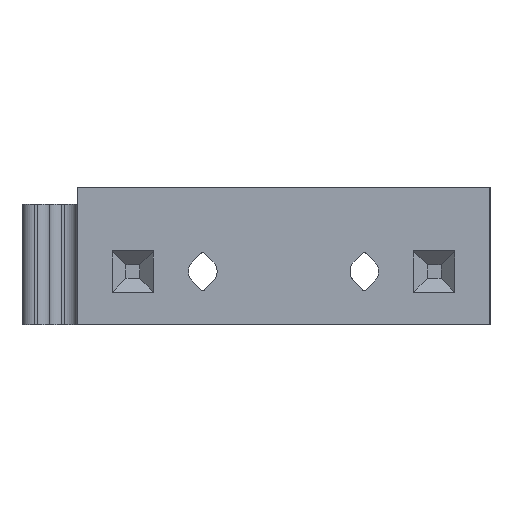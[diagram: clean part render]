
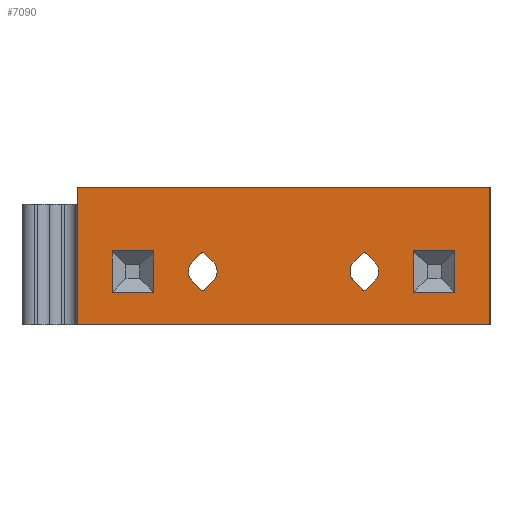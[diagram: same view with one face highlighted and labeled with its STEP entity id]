
A CAD part, left-side view. The second image highlights one B-rep face of the part: STEP entity #7090.
In plain terms, the highlighted planar face has unit normal (-1, 0, 0).
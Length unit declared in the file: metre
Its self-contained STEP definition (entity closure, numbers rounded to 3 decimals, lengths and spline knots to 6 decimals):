
#166=CIRCLE('',#7606,0.002075);
#171=CIRCLE('',#7627,0.002075);
#174=CIRCLE('',#7631,0.0004);
#175=CIRCLE('',#7632,0.002075);
#176=CIRCLE('',#7633,0.0004);
#177=CIRCLE('',#7634,0.002075);
#178=CIRCLE('',#7635,0.0004);
#179=CIRCLE('',#7636,0.0004);
#384=PLANE('',#7630);
#650=LINE('',#10265,#1407);
#796=LINE('',#10690,#1553);
#970=LINE('',#11420,#1727);
#971=LINE('',#11423,#1728);
#972=LINE('',#11425,#1729);
#973=LINE('',#11427,#1730);
#974=LINE('',#11428,#1731);
#975=LINE('',#11431,#1732);
#976=LINE('',#11433,#1733);
#977=LINE('',#11435,#1734);
#978=LINE('',#11436,#1735);
#979=LINE('',#11437,#1736);
#980=LINE('',#11438,#1737);
#981=LINE('',#11440,#1738);
#982=LINE('',#11444,#1739);
#983=LINE('',#11448,#1740);
#984=LINE('',#11451,#1741);
#985=LINE('',#11456,#1742);
#986=LINE('',#11460,#1743);
#987=LINE('',#11461,#1744);
#1407=VECTOR('',#8094,1.);
#1553=VECTOR('',#8370,1.);
#1727=VECTOR('',#8850,1.);
#1728=VECTOR('',#8851,1.);
#1729=VECTOR('',#8852,1.);
#1730=VECTOR('',#8853,1.);
#1731=VECTOR('',#8854,1.);
#1732=VECTOR('',#8855,1.);
#1733=VECTOR('',#8856,1.);
#1734=VECTOR('',#8857,1.);
#1735=VECTOR('',#8858,1.);
#1736=VECTOR('',#8859,1.);
#1737=VECTOR('',#8860,1.);
#1738=VECTOR('',#8861,1.);
#1739=VECTOR('',#8864,1.);
#1740=VECTOR('',#8867,1.);
#1741=VECTOR('',#8870,1.);
#1742=VECTOR('',#8873,1.);
#1743=VECTOR('',#8876,1.);
#1744=VECTOR('',#8877,1.);
#2946=ORIENTED_EDGE('',*,*,#4880,.F.);
#2947=ORIENTED_EDGE('',*,*,#4881,.F.);
#2948=ORIENTED_EDGE('',*,*,#4882,.T.);
#2949=ORIENTED_EDGE('',*,*,#4883,.T.);
#2950=ORIENTED_EDGE('',*,*,#4884,.F.);
#2951=ORIENTED_EDGE('',*,*,#4885,.F.);
#2952=ORIENTED_EDGE('',*,*,#4886,.T.);
#2953=ORIENTED_EDGE('',*,*,#4887,.T.);
#2954=ORIENTED_EDGE('',*,*,#4888,.T.);
#2955=ORIENTED_EDGE('',*,*,#4560,.F.);
#2956=ORIENTED_EDGE('',*,*,#4889,.T.);
#2957=ORIENTED_EDGE('',*,*,#4370,.T.);
#2958=ORIENTED_EDGE('',*,*,#4890,.F.);
#2959=ORIENTED_EDGE('',*,*,#4875,.F.);
#2960=ORIENTED_EDGE('',*,*,#4891,.F.);
#2961=ORIENTED_EDGE('',*,*,#4892,.F.);
#2962=ORIENTED_EDGE('',*,*,#4893,.T.);
#2963=ORIENTED_EDGE('',*,*,#4894,.F.);
#2964=ORIENTED_EDGE('',*,*,#4895,.T.);
#2965=ORIENTED_EDGE('',*,*,#4896,.F.);
#2966=ORIENTED_EDGE('',*,*,#4897,.F.);
#2967=ORIENTED_EDGE('',*,*,#4898,.F.);
#2968=ORIENTED_EDGE('',*,*,#4899,.F.);
#2969=ORIENTED_EDGE('',*,*,#4900,.F.);
#2970=ORIENTED_EDGE('',*,*,#4901,.T.);
#2971=ORIENTED_EDGE('',*,*,#4835,.F.);
#2972=ORIENTED_EDGE('',*,*,#4902,.T.);
#2973=ORIENTED_EDGE('',*,*,#4903,.F.);
#4370=EDGE_CURVE('',#5402,#5401,#650,.F.);
#4560=EDGE_CURVE('',#5567,#5568,#796,.F.);
#4835=EDGE_CURVE('',#5786,#5787,#166,.T.);
#4875=EDGE_CURVE('',#5826,#5807,#171,.T.);
#4880=EDGE_CURVE('',#5831,#5832,#970,.T.);
#4881=EDGE_CURVE('',#5833,#5831,#971,.T.);
#4882=EDGE_CURVE('',#5833,#5834,#972,.T.);
#4883=EDGE_CURVE('',#5834,#5832,#973,.T.);
#4884=EDGE_CURVE('',#5835,#5836,#974,.T.);
#4885=EDGE_CURVE('',#5837,#5835,#975,.T.);
#4886=EDGE_CURVE('',#5837,#5838,#976,.T.);
#4887=EDGE_CURVE('',#5838,#5836,#977,.T.);
#4888=EDGE_CURVE('',#5401,#5568,#978,.T.);
#4889=EDGE_CURVE('',#5567,#5402,#979,.T.);
#4890=EDGE_CURVE('',#5807,#5839,#980,.T.);
#4891=EDGE_CURVE('',#5840,#5826,#981,.T.);
#4892=EDGE_CURVE('',#5841,#5840,#174,.T.);
#4893=EDGE_CURVE('',#5841,#5842,#982,.T.);
#4894=EDGE_CURVE('',#5843,#5842,#175,.T.);
#4895=EDGE_CURVE('',#5843,#5844,#983,.T.);
#4896=EDGE_CURVE('',#5839,#5844,#176,.T.);
#4897=EDGE_CURVE('',#5845,#5846,#984,.T.);
#4898=EDGE_CURVE('',#5847,#5845,#177,.T.);
#4899=EDGE_CURVE('',#5848,#5847,#985,.T.);
#4900=EDGE_CURVE('',#5849,#5848,#178,.T.);
#4901=EDGE_CURVE('',#5849,#5787,#986,.T.);
#4902=EDGE_CURVE('',#5786,#5850,#987,.T.);
#4903=EDGE_CURVE('',#5846,#5850,#179,.T.);
#5401=VERTEX_POINT('',#10264);
#5402=VERTEX_POINT('',#10266);
#5567=VERTEX_POINT('',#10689);
#5568=VERTEX_POINT('',#10691);
#5786=VERTEX_POINT('',#11300);
#5787=VERTEX_POINT('',#11302);
#5807=VERTEX_POINT('',#11356);
#5826=VERTEX_POINT('',#11409);
#5831=VERTEX_POINT('',#11421);
#5832=VERTEX_POINT('',#11422);
#5833=VERTEX_POINT('',#11424);
#5834=VERTEX_POINT('',#11426);
#5835=VERTEX_POINT('',#11429);
#5836=VERTEX_POINT('',#11430);
#5837=VERTEX_POINT('',#11432);
#5838=VERTEX_POINT('',#11434);
#5839=VERTEX_POINT('',#11439);
#5840=VERTEX_POINT('',#11441);
#5841=VERTEX_POINT('',#11443);
#5842=VERTEX_POINT('',#11445);
#5843=VERTEX_POINT('',#11447);
#5844=VERTEX_POINT('',#11449);
#5845=VERTEX_POINT('',#11452);
#5846=VERTEX_POINT('',#11453);
#5847=VERTEX_POINT('',#11455);
#5848=VERTEX_POINT('',#11457);
#5849=VERTEX_POINT('',#11459);
#5850=VERTEX_POINT('',#11462);
#6265=EDGE_LOOP('',(#2946,#2947,#2948,#2949));
#6266=EDGE_LOOP('',(#2950,#2951,#2952,#2953));
#6267=EDGE_LOOP('',(#2954,#2955,#2956,#2957));
#6268=EDGE_LOOP('',(#2958,#2959,#2960,#2961,#2962,#2963,#2964,#2965));
#6269=EDGE_LOOP('',(#2966,#2967,#2968,#2969,#2970,#2971,#2972,#2973));
#6668=FACE_BOUND('',#6265,.T.);
#6669=FACE_BOUND('',#6266,.T.);
#6670=FACE_BOUND('',#6267,.T.);
#6671=FACE_BOUND('',#6268,.T.);
#6672=FACE_BOUND('',#6269,.T.);
#7090=ADVANCED_FACE('',(#6668,#6669,#6670,#6671,#6672),#384,.T.);
#7606=AXIS2_PLACEMENT_3D('',#11301,#8785,#8786);
#7627=AXIS2_PLACEMENT_3D('',#11410,#8840,#8841);
#7630=AXIS2_PLACEMENT_3D('',#11419,#8848,#8849);
#7631=AXIS2_PLACEMENT_3D('',#11442,#8862,#8863);
#7632=AXIS2_PLACEMENT_3D('',#11446,#8865,#8866);
#7633=AXIS2_PLACEMENT_3D('',#11450,#8868,#8869);
#7634=AXIS2_PLACEMENT_3D('',#11454,#8871,#8872);
#7635=AXIS2_PLACEMENT_3D('',#11458,#8874,#8875);
#7636=AXIS2_PLACEMENT_3D('',#11463,#8878,#8879);
#8094=DIRECTION('',(0.,-1.,0.));
#8370=DIRECTION('',(0.,-1.,0.));
#8785=DIRECTION('',(-1.,0.,0.));
#8786=DIRECTION('',(0.,-1.,0.));
#8840=DIRECTION('',(-1.,0.,0.));
#8841=DIRECTION('',(0.,-1.,0.));
#8848=DIRECTION('',(-1.,0.,0.));
#8849=DIRECTION('',(0.,-1.,0.));
#8850=DIRECTION('',(0.,0.,1.));
#8851=DIRECTION('',(0.,-1.,0.));
#8852=DIRECTION('',(0.,0.,1.));
#8853=DIRECTION('',(0.,-1.,0.));
#8854=DIRECTION('',(0.,1.,0.));
#8855=DIRECTION('',(0.,0.,1.));
#8856=DIRECTION('',(0.,1.,0.));
#8857=DIRECTION('',(0.,0.,1.));
#8858=DIRECTION('',(0.,0.,-1.));
#8859=DIRECTION('',(0.,0.,1.));
#8860=DIRECTION('',(0.,-0.707,-0.707));
#8861=DIRECTION('',(0.,0.707,-0.707));
#8862=DIRECTION('',(-1.,0.,0.));
#8863=DIRECTION('',(0.,-1.,0.));
#8864=DIRECTION('',(0.,-0.707,-0.707));
#8865=DIRECTION('',(-1.,0.,0.));
#8866=DIRECTION('',(0.,-1.,0.));
#8867=DIRECTION('',(0.,0.707,-0.707));
#8868=DIRECTION('',(-1.,0.,0.));
#8869=DIRECTION('',(0.,-1.,0.));
#8870=DIRECTION('',(0.,-0.707,-0.707));
#8871=DIRECTION('',(-1.,0.,0.));
#8872=DIRECTION('',(0.,-1.,0.));
#8873=DIRECTION('',(0.,0.707,-0.707));
#8874=DIRECTION('',(-1.,0.,0.));
#8875=DIRECTION('',(0.,-1.,0.));
#8876=DIRECTION('',(0.,-0.707,-0.707));
#8877=DIRECTION('',(0.,0.707,-0.707));
#8878=DIRECTION('',(-1.,0.,0.));
#8879=DIRECTION('',(0.,-1.,0.));
#10264=CARTESIAN_POINT('',(1.230025,0.57,0.38));
#10265=CARTESIAN_POINT('',(1.230025,0.762111,0.38));
#10266=CARTESIAN_POINT('',(1.230025,0.51,0.38));
#10689=CARTESIAN_POINT('',(1.230025,0.51,0.36));
#10690=CARTESIAN_POINT('',(1.230025,0.462111,0.36));
#10691=CARTESIAN_POINT('',(1.230025,0.57,0.36));
#11300=CARTESIAN_POINT('',(1.230025,0.550266,0.366266));
#11301=CARTESIAN_POINT('',(1.230025,0.551733,0.367733));
#11302=CARTESIAN_POINT('',(1.230025,0.550266,0.369201));
#11356=CARTESIAN_POINT('',(1.230025,0.529734,0.366266));
#11409=CARTESIAN_POINT('',(1.230025,0.529734,0.369201));
#11410=CARTESIAN_POINT('',(1.230025,0.528267,0.367733));
#11419=CARTESIAN_POINT('',(1.230025,0.762111,0.38));
#11420=CARTESIAN_POINT('',(1.230025,0.515096,0.369233));
#11421=CARTESIAN_POINT('',(1.230025,0.515096,0.364733));
#11422=CARTESIAN_POINT('',(1.230025,0.515096,0.370733));
#11423=CARTESIAN_POINT('',(1.230025,0.518096,0.364733));
#11424=CARTESIAN_POINT('',(1.230025,0.521096,0.364733));
#11425=CARTESIAN_POINT('',(1.230025,0.521096,0.367733));
#11426=CARTESIAN_POINT('',(1.230025,0.521096,0.370733));
#11427=CARTESIAN_POINT('',(1.230025,0.518096,0.370733));
#11428=CARTESIAN_POINT('',(1.230025,0.561904,0.370733));
#11429=CARTESIAN_POINT('',(1.230025,0.558904,0.370733));
#11430=CARTESIAN_POINT('',(1.230025,0.564904,0.370733));
#11431=CARTESIAN_POINT('',(1.230025,0.558904,0.367733));
#11432=CARTESIAN_POINT('',(1.230025,0.558904,0.364733));
#11433=CARTESIAN_POINT('',(1.230025,0.561904,0.364733));
#11434=CARTESIAN_POINT('',(1.230025,0.564904,0.364733));
#11435=CARTESIAN_POINT('',(1.230025,0.564904,0.367733));
#11436=CARTESIAN_POINT('',(1.230025,0.57,0.38));
#11437=CARTESIAN_POINT('',(1.230025,0.51,0.38));
#11438=CARTESIAN_POINT('',(1.230025,0.652789,0.489322));
#11439=CARTESIAN_POINT('',(1.230025,0.528549,0.365082));
#11440=CARTESIAN_POINT('',(1.230025,0.640523,0.258412));
#11441=CARTESIAN_POINT('',(1.230025,0.528549,0.370385));
#11442=CARTESIAN_POINT('',(1.230025,0.528267,0.370102));
#11443=CARTESIAN_POINT('',(1.230025,0.527984,0.370385));
#11444=CARTESIAN_POINT('',(1.230025,0.649855,0.492256));
#11445=CARTESIAN_POINT('',(1.230025,0.526799,0.369201));
#11446=CARTESIAN_POINT('',(1.230025,0.528267,0.367733));
#11447=CARTESIAN_POINT('',(1.230025,0.526799,0.366266));
#11448=CARTESIAN_POINT('',(1.230025,0.637588,0.255477));
#11449=CARTESIAN_POINT('',(1.230025,0.527984,0.365082));
#11450=CARTESIAN_POINT('',(1.230025,0.528267,0.365365));
#11451=CARTESIAN_POINT('',(1.230025,0.664523,0.477588));
#11452=CARTESIAN_POINT('',(1.230025,0.553201,0.366266));
#11453=CARTESIAN_POINT('',(1.230025,0.552016,0.365082));
#11454=CARTESIAN_POINT('',(1.230025,0.551733,0.367733));
#11455=CARTESIAN_POINT('',(1.230025,0.553201,0.369201));
#11456=CARTESIAN_POINT('',(1.230025,0.652256,0.270145));
#11457=CARTESIAN_POINT('',(1.230025,0.552016,0.370385));
#11458=CARTESIAN_POINT('',(1.230025,0.551733,0.370102));
#11459=CARTESIAN_POINT('',(1.230025,0.551451,0.370385));
#11460=CARTESIAN_POINT('',(1.230025,0.661588,0.480523));
#11461=CARTESIAN_POINT('',(1.230025,0.649322,0.267211));
#11462=CARTESIAN_POINT('',(1.230025,0.551451,0.365082));
#11463=CARTESIAN_POINT('',(1.230025,0.551733,0.365365));
